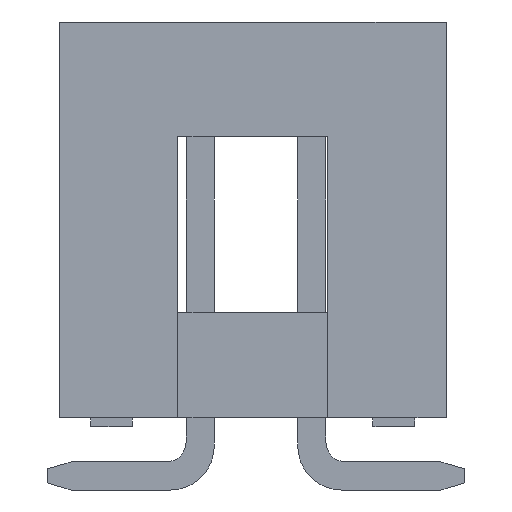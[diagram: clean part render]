
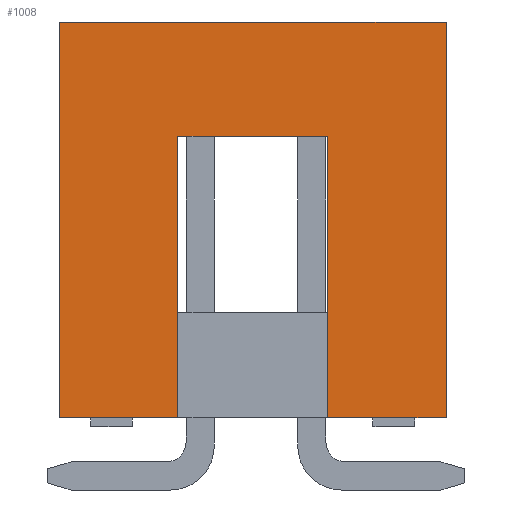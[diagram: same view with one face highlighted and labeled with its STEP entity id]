
A CAD part, left-side view. The second image highlights one B-rep face of the part: STEP entity #1008.
In plain terms, the highlighted planar face has unit normal (-1, 0, 0).
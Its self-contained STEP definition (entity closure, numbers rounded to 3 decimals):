
#1008=ADVANCED_FACE('',(#2048),#2049,.F.);
#2048=FACE_OUTER_BOUND('',#3081,.T.);
#2049=PLANE('',#3082);
#3081=EDGE_LOOP('',(#6147,#6148,#6149,#6150,#6151,#6152,#6153,#6154));
#3082=AXIS2_PLACEMENT_3D('',#6155,#6156,#6157);
#6147=ORIENTED_EDGE('',*,*,#7343,.T.);
#6148=ORIENTED_EDGE('',*,*,#6364,.F.);
#6149=ORIENTED_EDGE('',*,*,#7385,.F.);
#6150=ORIENTED_EDGE('',*,*,#7382,.F.);
#6151=ORIENTED_EDGE('',*,*,#7388,.T.);
#6152=ORIENTED_EDGE('',*,*,#6368,.F.);
#6153=ORIENTED_EDGE('',*,*,#7354,.T.);
#6154=ORIENTED_EDGE('',*,*,#7350,.T.);
#6155=CARTESIAN_POINT('',(-13.97,0.0,4.5));
#6156=DIRECTION('',(1.0,0.0,0.0));
#6157=DIRECTION('',(0.0,0.0,-1.0));
#6364=EDGE_CURVE('',#7694,#7696,#7697,.T.);
#6368=EDGE_CURVE('',#7702,#7704,#7705,.T.);
#7343=EDGE_CURVE('',#9129,#7696,#9130,.T.);
#7350=EDGE_CURVE('',#9138,#9129,#9139,.T.);
#7354=EDGE_CURVE('',#7702,#9138,#9144,.T.);
#7382=EDGE_CURVE('',#9181,#9183,#9184,.T.);
#7385=EDGE_CURVE('',#9183,#7694,#9187,.T.);
#7388=EDGE_CURVE('',#9181,#7704,#9190,.T.);
#7694=VERTEX_POINT('',#9636);
#7696=VERTEX_POINT('',#9639);
#7697=LINE('',#9640,#9641);
#7702=VERTEX_POINT('',#9648);
#7704=VERTEX_POINT('',#9651);
#7705=LINE('',#9652,#9653);
#9129=VERTEX_POINT('',#11717);
#9130=LINE('',#11718,#11719);
#9138=VERTEX_POINT('',#11731);
#9139=LINE('',#11732,#11733);
#9144=LINE('',#11740,#11741);
#9181=VERTEX_POINT('',#11796);
#9183=VERTEX_POINT('',#11799);
#9184=LINE('',#11800,#11801);
#9187=LINE('',#11805,#11806);
#9190=LINE('',#11810,#11811);
#9636=CARTESIAN_POINT('',(-13.97,-4.4,0.0));
#9639=CARTESIAN_POINT('',(-13.97,-1.7,0.0));
#9640=CARTESIAN_POINT('',(-13.97,0.0,0.0));
#9641=VECTOR('',#11981,1.0);
#9648=CARTESIAN_POINT('',(-13.97,1.7,0.0));
#9651=CARTESIAN_POINT('',(-13.97,4.4,0.0));
#9652=CARTESIAN_POINT('',(-13.97,0.0,0.0));
#9653=VECTOR('',#11985,1.0);
#11717=CARTESIAN_POINT('',(-13.97,-1.7,6.4));
#11718=CARTESIAN_POINT('',(-13.97,-1.7,3.825));
#11719=VECTOR('',#12794,1.0);
#11731=CARTESIAN_POINT('',(-13.97,1.7,6.4));
#11732=CARTESIAN_POINT('',(-13.97,0.0,6.4));
#11733=VECTOR('',#12799,1.0);
#11740=CARTESIAN_POINT('',(-13.97,1.7,3.825));
#11741=VECTOR('',#12802,1.0);
#11796=CARTESIAN_POINT('',(-13.97,4.4,9.0));
#11799=CARTESIAN_POINT('',(-13.97,-4.4,9.0));
#11800=CARTESIAN_POINT('',(-13.97,0.0,9.0));
#11801=VECTOR('',#12822,1.0);
#11805=CARTESIAN_POINT('',(-13.97,-4.4,4.5));
#11806=VECTOR('',#12824,1.0);
#11810=CARTESIAN_POINT('',(-13.97,4.4,4.5));
#11811=VECTOR('',#12826,1.0);
#11981=DIRECTION('',(0.0,1.0,0.0));
#11985=DIRECTION('',(0.0,1.0,0.0));
#12794=DIRECTION('',(0.0,0.0,-1.0));
#12799=DIRECTION('',(0.0,-1.0,0.0));
#12802=DIRECTION('',(-0.0,0.0,1.0));
#12822=DIRECTION('',(0.0,-1.0,0.0));
#12824=DIRECTION('',(0.0,0.0,-1.0));
#12826=DIRECTION('',(0.0,0.0,-1.0));
